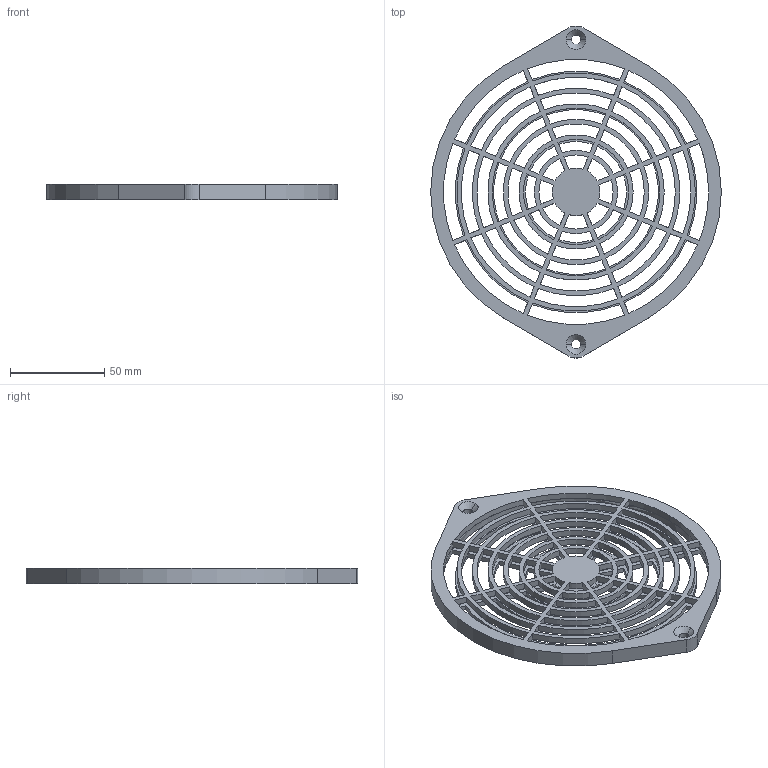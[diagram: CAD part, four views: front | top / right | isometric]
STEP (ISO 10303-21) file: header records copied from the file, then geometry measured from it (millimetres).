
FILE_DESCRIPTION (( 'STEP AP214' ), '1' );
FILE_NAME ('09650-F.STEP', '2020-04-08T02:58:52', ( '' ), ( '' ), 'SwSTEP 2.0', 'SolidWorks 2016', '' );
FILE_SCHEMA (( 'AUTOMOTIVE_DESIGN' ));
Length unit declared in the file: millimetre
Products named in the file (3): 09650-F; 09650-R; 09650-G
Assembly tree (2 placements, depth 2):
  09650-F
    09650-G
    09650-R
Bounding box: 154 x 175.96 x 8.2 mm (x, y, z)
Volume: 54578.1 mm3; surface area: 59161.4 mm2
Topology: 2 solids, 2 shells, 415 faces, 1243 edges, 826 vertices
Faces by surface type: plane 202, cylinder 197, cone 16
Entity records: 14585 total; most frequent: DIRECTION 2525, CARTESIAN_POINT 2489, ORIENTED_EDGE 2486, EDGE_CURVE 1243, AXIS2_PLACEMENT_3D 862, VERTEX_POINT 826, VECTOR 801, LINE 801
